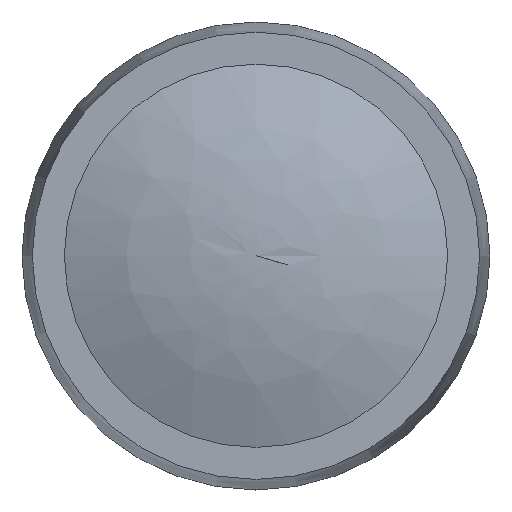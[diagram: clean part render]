
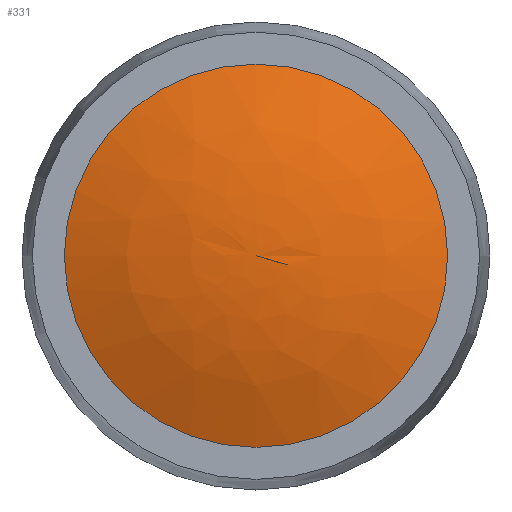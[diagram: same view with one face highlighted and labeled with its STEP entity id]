
A CAD part, top view. The second image highlights one B-rep face of the part: STEP entity #331.
In plain terms, the highlighted free-form (B-spline) face has degree [3, 3] with [4, 7] control points.
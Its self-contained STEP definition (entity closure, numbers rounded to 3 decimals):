
#331 = ADVANCED_FACE( '', ( #724, #725 ), #726, .T. );
#724 = FACE_BOUND( '', #1337, .T. );
#725 = FACE_OUTER_BOUND( '', #1338, .T. );
#726 = ( BOUNDED_SURFACE(  )B_SPLINE_SURFACE( 3, 3, ( ( #1341, #1342, #1343, #1344, #1345, #1346, #1347 ), ( #1348, #1349, #1350, #1351, #1352, #1353, #1354 ), ( #1355, #1356, #1357, #1358, #1359, #1360, #1361 ), ( #1362, #1363, #1364, #1365, #1366, #1367, #1368 ) ), .UNSPECIFIED., .F., .T., .F. )B_SPLINE_SURFACE_WITH_KNOTS( ( 4, 4 ), ( 4, 3, 4 ), ( 0., 6.283 ), ( 1.18, 1.376, 1.572 ), .UNSPECIFIED. )GEOMETRIC_REPRESENTATION_ITEM(  )RATIONAL_B_SPLINE_SURFACE( ( ( 1., 0.333, 0.333, 1., 0.333, 0.333, 1. ), ( 0.987, 0.329, 0.329, 0.987, 0.329, 0.329, 0.987 ), ( 0.987, 0.329, 0.329, 0.987, 0.329, 0.329, 0.987 ), ( 1., 0.333, 0.333, 1., 0.333, 0.333, 1. ) ) )REPRESENTATION_ITEM( '' )SURFACE(  ) );
#1337 = VERTEX_LOOP( '', #2575 );
#1338 = EDGE_LOOP( '', ( #2576 ) );
#1341 = CARTESIAN_POINT( '', ( 0., 0., 18. ) );
#1342 = CARTESIAN_POINT( '', ( 0., 0., 18. ) );
#1343 = CARTESIAN_POINT( '', ( 0., 0., 18. ) );
#1344 = CARTESIAN_POINT( '', ( 0., 0., 18. ) );
#1345 = CARTESIAN_POINT( '', ( 0., 0., 18. ) );
#1346 = CARTESIAN_POINT( '', ( 0., 0., 18. ) );
#1347 = CARTESIAN_POINT( '', ( 0., 0., 18. ) );
#1348 = CARTESIAN_POINT( '', ( 2.96, 0., 18.003 ) );
#1349 = CARTESIAN_POINT( '', ( 2.96, 5.92, 18.003 ) );
#1350 = CARTESIAN_POINT( '', ( -2.96, 5.92, 18.003 ) );
#1351 = CARTESIAN_POINT( '', ( -2.96, 0., 18.003 ) );
#1352 = CARTESIAN_POINT( '', ( -2.96, -5.92, 18.003 ) );
#1353 = CARTESIAN_POINT( '', ( 2.96, -5.92, 18.003 ) );
#1354 = CARTESIAN_POINT( '', ( 2.96, 0., 18.003 ) );
#1355 = CARTESIAN_POINT( '', ( 5.864, 0., 17.429 ) );
#1356 = CARTESIAN_POINT( '', ( 5.864, 11.728, 17.429 ) );
#1357 = CARTESIAN_POINT( '', ( -5.864, 11.728, 17.429 ) );
#1358 = CARTESIAN_POINT( '', ( -5.864, 0., 17.429 ) );
#1359 = CARTESIAN_POINT( '', ( -5.864, -11.728, 17.429 ) );
#1360 = CARTESIAN_POINT( '', ( 5.864, -11.728, 17.429 ) );
#1361 = CARTESIAN_POINT( '', ( 5.864, 0., 17.429 ) );
#1362 = CARTESIAN_POINT( '', ( 8.6, 0., 16.3 ) );
#1363 = CARTESIAN_POINT( '', ( 8.6, 17.201, 16.3 ) );
#1364 = CARTESIAN_POINT( '', ( -8.6, 17.201, 16.3 ) );
#1365 = CARTESIAN_POINT( '', ( -8.6, 0., 16.3 ) );
#1366 = CARTESIAN_POINT( '', ( -8.6, -17.201, 16.3 ) );
#1367 = CARTESIAN_POINT( '', ( 8.6, -17.201, 16.3 ) );
#1368 = CARTESIAN_POINT( '', ( 8.6, 0., 16.3 ) );
#2575 = VERTEX_POINT( '', #3169 );
#2576 = ORIENTED_EDGE( '', *, *, #2939, .T. );
#2939 = EDGE_CURVE( '', #3431, #3431, #3432, .T. );
#3169 = CARTESIAN_POINT( '', ( 0., 0., 18. ) );
#3431 = VERTEX_POINT( '', #4208 );
#3432 = CIRCLE( '', #4209, 8.6 );
#4208 = CARTESIAN_POINT( '', ( 8.6, 0., 16.3 ) );
#4209 = AXIS2_PLACEMENT_3D( '', #5249, #5250, #5251 );
#5249 = CARTESIAN_POINT( '', ( 0., 0., 16.3 ) );
#5250 = DIRECTION( '', ( 0., 0., 1. ) );
#5251 = DIRECTION( '', ( 1., 0., 0. ) );
